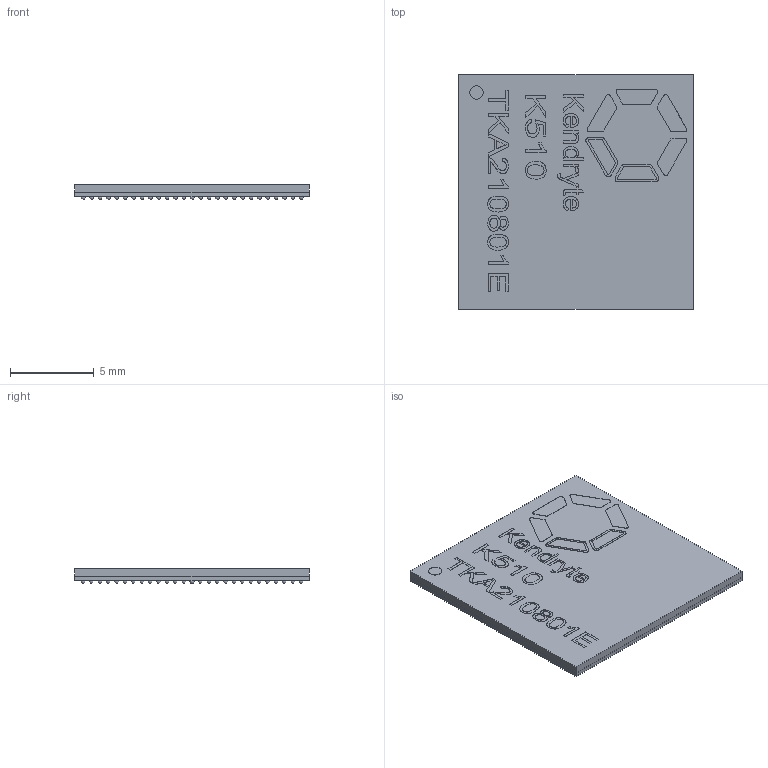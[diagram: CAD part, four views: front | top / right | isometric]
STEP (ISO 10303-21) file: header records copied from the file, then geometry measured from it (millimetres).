
FILE_DESCRIPTION(/* description */ (''),/* implementation_level */ '2;1');
FILE_NAME(/* name */ 'K510.stp',/* time_stamp */ '2021-05-07T14:02:15+08:00',/* author */ (''),/* organization */ (''),/* preprocessor_version */ 'ST-DEVELOPER v16.7',/* originating_system */ 'SIEMENS PLM Software NX 1899',/* authorisation */ '');
FILE_SCHEMA (('AUTOMOTIVE_DESIGN { 1 0 10303 214 3 1 1 1 }'));
Length unit declared in the file: millimetre
Products named in the file (1): K510
Bounding box: 14 x 14 x 0.9 mm (x, y, z)
Volume: 143.1 mm3; surface area: 1364.2 mm2
Topology: 584 solids, 584 shells, 1449 faces, 4149 edges, 2766 vertices
Faces by surface type: plane 764, sphere 551, extrusion 133, cylinder 1
Full cylindrical faces by diameter (mm): 0.8 x1
Entity records: 41503 total; most frequent: CARTESIAN_POINT 12109, ORIENTED_EDGE 4990, DIRECTION 3632, EDGE_CURVE 2495, VERTEX_POINT 2215, B_SPLINE_CURVE_WITH_KNOTS 1765, ADVANCED_FACE 1449, AXIS2_PLACEMENT_3D 1319
